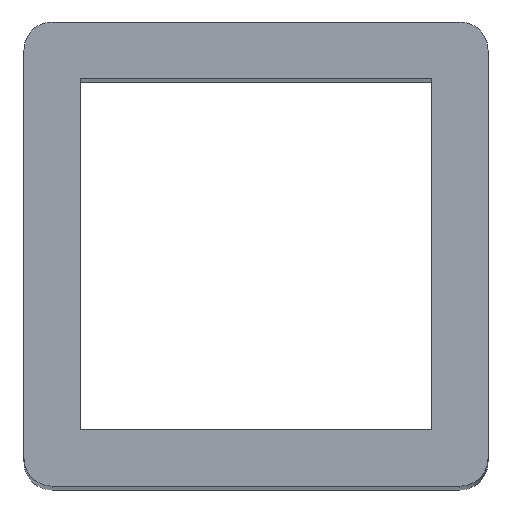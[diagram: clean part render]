
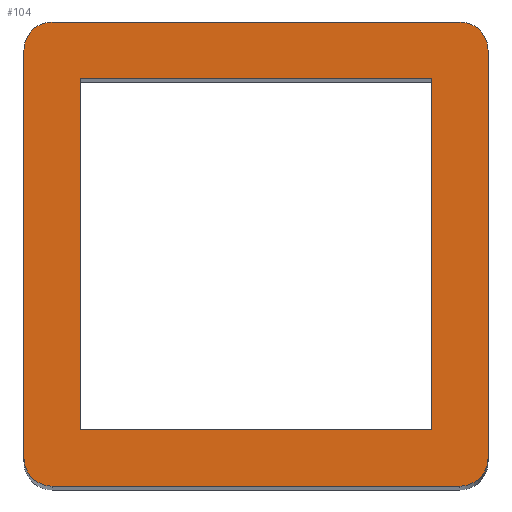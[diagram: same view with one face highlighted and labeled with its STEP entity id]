
A CAD part, top view. The second image highlights one B-rep face of the part: STEP entity #104.
In plain terms, the highlighted planar face has unit normal (0, 0, 1).
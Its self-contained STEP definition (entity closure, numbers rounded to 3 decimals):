
#60=FACE_BOUND('',#154,.T.);
#61=FACE_BOUND('',#155,.T.);
#88=CIRCLE('',#431,2.);
#89=CIRCLE('',#432,2.);
#90=CIRCLE('',#433,2.);
#91=CIRCLE('',#434,2.);
#104=ADVANCED_FACE('',(#60,#61),#124,.T.);
#124=PLANE('',#435);
#154=EDGE_LOOP('',(#218,#219,#220,#221,#222,#223,#224,#225));
#155=EDGE_LOOP('',(#226,#227,#228,#229));
#218=ORIENTED_EDGE('',*,*,#335,.T.);
#219=ORIENTED_EDGE('',*,*,#346,.T.);
#220=ORIENTED_EDGE('',*,*,#337,.T.);
#221=ORIENTED_EDGE('',*,*,#347,.T.);
#222=ORIENTED_EDGE('',*,*,#322,.T.);
#223=ORIENTED_EDGE('',*,*,#348,.T.);
#224=ORIENTED_EDGE('',*,*,#326,.T.);
#225=ORIENTED_EDGE('',*,*,#349,.T.);
#226=ORIENTED_EDGE('',*,*,#308,.T.);
#227=ORIENTED_EDGE('',*,*,#315,.T.);
#228=ORIENTED_EDGE('',*,*,#318,.T.);
#229=ORIENTED_EDGE('',*,*,#345,.T.);
#272=VERTEX_POINT('',#566);
#273=VERTEX_POINT('',#568);
#278=VERTEX_POINT('',#580);
#280=VERTEX_POINT('',#586);
#284=VERTEX_POINT('',#596);
#285=VERTEX_POINT('',#597);
#288=VERTEX_POINT('',#605);
#289=VERTEX_POINT('',#606);
#297=VERTEX_POINT('',#623);
#298=VERTEX_POINT('',#625);
#299=VERTEX_POINT('',#629);
#300=VERTEX_POINT('',#630);
#308=EDGE_CURVE('',#273,#272,#356,.T.);
#315=EDGE_CURVE('',#272,#278,#360,.T.);
#318=EDGE_CURVE('',#278,#280,#363,.T.);
#322=EDGE_CURVE('',#284,#285,#364,.T.);
#326=EDGE_CURVE('',#288,#289,#368,.T.);
#335=EDGE_CURVE('',#298,#297,#374,.T.);
#337=EDGE_CURVE('',#299,#300,#376,.T.);
#345=EDGE_CURVE('',#280,#273,#381,.T.);
#346=EDGE_CURVE('',#297,#299,#88,.T.);
#347=EDGE_CURVE('',#300,#284,#89,.T.);
#348=EDGE_CURVE('',#285,#288,#90,.T.);
#349=EDGE_CURVE('',#289,#298,#91,.T.);
#356=LINE('',#567,#384);
#360=LINE('',#581,#388);
#363=LINE('',#587,#391);
#364=LINE('',#595,#392);
#368=LINE('',#604,#396);
#374=LINE('',#624,#402);
#376=LINE('',#628,#404);
#381=LINE('',#644,#409);
#384=VECTOR('',#455,1.);
#388=VECTOR('',#467,1.);
#391=VECTOR('',#472,1.);
#392=VECTOR('',#481,1.);
#396=VECTOR('',#487,1.);
#402=VECTOR('',#501,1.);
#404=VECTOR('',#505,1.);
#409=VECTOR('',#518,1.);
#431=AXIS2_PLACEMENT_3D('',#646,#521,#522);
#432=AXIS2_PLACEMENT_3D('',#647,#523,#524);
#433=AXIS2_PLACEMENT_3D('',#648,#525,#526);
#434=AXIS2_PLACEMENT_3D('',#649,#527,#528);
#435=AXIS2_PLACEMENT_3D('',#650,#529,#530);
#455=DIRECTION('',(-1.,0.,0.));
#467=DIRECTION('',(0.,1.,0.));
#472=DIRECTION('',(1.,0.,0.));
#481=DIRECTION('',(0.,-1.,0.));
#487=DIRECTION('',(1.,0.,0.));
#501=DIRECTION('',(0.,1.,0.));
#505=DIRECTION('',(-1.,0.,0.));
#518=DIRECTION('',(0.,-1.,0.));
#521=DIRECTION('',(0.,0.,1.));
#522=DIRECTION('',(1.,0.,0.));
#523=DIRECTION('',(0.,0.,1.));
#524=DIRECTION('',(1.,0.,0.));
#525=DIRECTION('',(0.,0.,1.));
#526=DIRECTION('',(1.,0.,0.));
#527=DIRECTION('',(0.,0.,1.));
#528=DIRECTION('',(1.,0.,0.));
#529=DIRECTION('',(0.,0.,1.));
#530=DIRECTION('',(1.,0.,0.));
#566=CARTESIAN_POINT('',(4.,4.,157.5));
#567=CARTESIAN_POINT('',(29.,4.,157.5));
#568=CARTESIAN_POINT('',(29.,4.,157.5));
#580=CARTESIAN_POINT('',(4.,29.,157.5));
#581=CARTESIAN_POINT('',(4.,4.,157.5));
#586=CARTESIAN_POINT('',(29.,29.,157.5));
#587=CARTESIAN_POINT('',(4.,29.,157.5));
#595=CARTESIAN_POINT('',(0.,33.,157.5));
#596=CARTESIAN_POINT('',(0.,31.,157.5));
#597=CARTESIAN_POINT('',(0.,2.,157.5));
#604=CARTESIAN_POINT('',(0.,0.,157.5));
#605=CARTESIAN_POINT('',(2.,0.,157.5));
#606=CARTESIAN_POINT('',(31.,0.,157.5));
#623=CARTESIAN_POINT('',(33.,31.,157.5));
#624=CARTESIAN_POINT('',(33.,0.,157.5));
#625=CARTESIAN_POINT('',(33.,2.,157.5));
#628=CARTESIAN_POINT('',(33.,33.,157.5));
#629=CARTESIAN_POINT('',(31.,33.,157.5));
#630=CARTESIAN_POINT('',(2.,33.,157.5));
#644=CARTESIAN_POINT('',(29.,29.,157.5));
#646=CARTESIAN_POINT('',(31.,31.,157.5));
#647=CARTESIAN_POINT('',(2.,31.,157.5));
#648=CARTESIAN_POINT('',(2.,2.,157.5));
#649=CARTESIAN_POINT('',(31.,2.,157.5));
#650=CARTESIAN_POINT('',(0.,0.,157.5));
